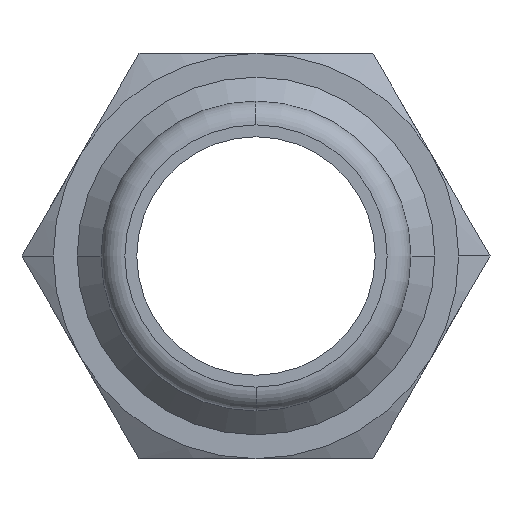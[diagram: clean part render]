
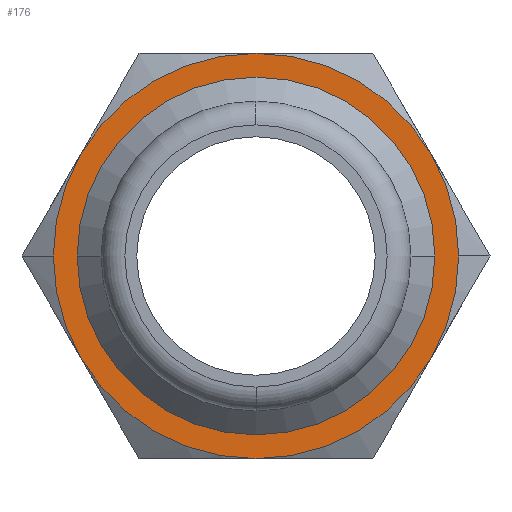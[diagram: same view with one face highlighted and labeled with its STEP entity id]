
A CAD part, front view. The second image highlights one B-rep face of the part: STEP entity #176.
In plain terms, the highlighted planar face has unit normal (0, -1, 0).
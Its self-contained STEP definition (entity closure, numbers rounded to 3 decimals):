
#176=ADVANCED_FACE('',(#355,#356),#357,.T.);
#355=FACE_OUTER_BOUND('',#530,.T.);
#356=FACE_BOUND('',#531,.T.);
#357=PLANE('',#532);
#530=EDGE_LOOP('',(#950,#951,#952,#953,#954,#955,#956,#957));
#531=EDGE_LOOP('',(#958,#959));
#532=AXIS2_PLACEMENT_3D('',#960,#961,#962);
#950=ORIENTED_EDGE('',*,*,#1154,.F.);
#951=ORIENTED_EDGE('',*,*,#1050,.F.);
#952=ORIENTED_EDGE('',*,*,#1009,.F.);
#953=ORIENTED_EDGE('',*,*,#1155,.F.);
#954=ORIENTED_EDGE('',*,*,#995,.F.);
#955=ORIENTED_EDGE('',*,*,#1135,.F.);
#956=ORIENTED_EDGE('',*,*,#1098,.F.);
#957=ORIENTED_EDGE('',*,*,#1142,.F.);
#958=ORIENTED_EDGE('',*,*,#1065,.F.);
#959=ORIENTED_EDGE('',*,*,#1156,.F.);
#960=CARTESIAN_POINT('',(4.25,21.5,0.0));
#961=DIRECTION('',(-0.0,-1.0,-0.0));
#962=DIRECTION('',(-1.0,0.0,0.0));
#995=EDGE_CURVE('',#1165,#1163,#1167,.T.);
#1009=EDGE_CURVE('',#1178,#1190,#1191,.T.);
#1050=EDGE_CURVE('',#1190,#1256,#1257,.T.);
#1065=EDGE_CURVE('',#1281,#1277,#1283,.T.);
#1098=EDGE_CURVE('',#1291,#1195,#1325,.T.);
#1135=EDGE_CURVE('',#1195,#1165,#1370,.T.);
#1142=EDGE_CURVE('',#1376,#1291,#1378,.T.);
#1154=EDGE_CURVE('',#1256,#1376,#1390,.T.);
#1155=EDGE_CURVE('',#1163,#1178,#1391,.T.);
#1156=EDGE_CURVE('',#1277,#1281,#1392,.T.);
#1163=VERTEX_POINT('',#1399);
#1165=VERTEX_POINT('',#1402);
#1167=CIRCLE('',#1415,8.5);
#1178=VERTEX_POINT('',#1428);
#1190=VERTEX_POINT('',#1486);
#1191=CIRCLE('',#1487,8.5);
#1195=VERTEX_POINT('',#1502);
#1256=VERTEX_POINT('',#1656);
#1257=CIRCLE('',#1657,8.5);
#1277=VERTEX_POINT('',#1702);
#1281=VERTEX_POINT('',#1707);
#1283=CIRCLE('',#1710,7.5);
#1291=VERTEX_POINT('',#1740);
#1325=CIRCLE('',#1832,8.5);
#1370=CIRCLE('',#1890,8.5);
#1376=VERTEX_POINT('',#1907);
#1378=CIRCLE('',#1910,8.5);
#1390=CIRCLE('',#1924,8.5);
#1391=CIRCLE('',#1925,8.5);
#1392=CIRCLE('',#1926,7.5);
#1399=CARTESIAN_POINT('',(-8.5,21.5,0.));
#1402=CARTESIAN_POINT('',(-7.361,21.5,-4.25));
#1415=AXIS2_PLACEMENT_3D('',#1932,#1933,#1934);
#1428=CARTESIAN_POINT('',(-7.361,21.5,4.25));
#1486=CARTESIAN_POINT('',(0.,21.5,8.5));
#1487=AXIS2_PLACEMENT_3D('',#1945,#1946,#1947);
#1502=CARTESIAN_POINT('',(0.0,21.5,-8.5));
#1656=CARTESIAN_POINT('',(7.361,21.5,4.25));
#1657=AXIS2_PLACEMENT_3D('',#2004,#2005,#2006);
#1702=CARTESIAN_POINT('',(7.5,21.5,0.));
#1707=CARTESIAN_POINT('',(-7.5,21.5,0.));
#1710=AXIS2_PLACEMENT_3D('',#2024,#2025,#2026);
#1740=CARTESIAN_POINT('',(7.361,21.5,-4.25));
#1832=AXIS2_PLACEMENT_3D('',#2069,#2070,#2071);
#1890=AXIS2_PLACEMENT_3D('',#2115,#2116,#2117);
#1907=CARTESIAN_POINT('',(8.5,21.5,0.));
#1910=AXIS2_PLACEMENT_3D('',#2122,#2123,#2124);
#1924=AXIS2_PLACEMENT_3D('',#2127,#2128,#2129);
#1925=AXIS2_PLACEMENT_3D('',#2130,#2131,#2132);
#1926=AXIS2_PLACEMENT_3D('',#2133,#2134,#2135);
#1932=CARTESIAN_POINT('',(0.0,21.5,0.0));
#1933=DIRECTION('',(-0.0,1.0,0.0));
#1934=DIRECTION('',(1.0,0.0,0.0));
#1945=CARTESIAN_POINT('',(0.0,21.5,0.0));
#1946=DIRECTION('',(-0.0,1.0,0.0));
#1947=DIRECTION('',(1.0,0.0,0.0));
#2004=CARTESIAN_POINT('',(0.0,21.5,0.0));
#2005=DIRECTION('',(-0.0,1.0,0.0));
#2006=DIRECTION('',(1.0,0.0,0.0));
#2024=CARTESIAN_POINT('',(0.0,21.5,0.0));
#2025=DIRECTION('',(0.0,-1.0,0.0));
#2026=DIRECTION('',(1.0,0.0,0.0));
#2069=CARTESIAN_POINT('',(0.0,21.5,0.0));
#2070=DIRECTION('',(-0.0,1.0,0.0));
#2071=DIRECTION('',(1.0,0.0,0.0));
#2115=CARTESIAN_POINT('',(0.0,21.5,0.0));
#2116=DIRECTION('',(-0.0,1.0,0.0));
#2117=DIRECTION('',(1.0,0.0,0.0));
#2122=CARTESIAN_POINT('',(0.0,21.5,0.0));
#2123=DIRECTION('',(-0.0,1.0,0.0));
#2124=DIRECTION('',(1.0,0.0,0.0));
#2127=CARTESIAN_POINT('',(0.0,21.5,0.0));
#2128=DIRECTION('',(-0.0,1.0,0.0));
#2129=DIRECTION('',(1.0,0.0,0.0));
#2130=CARTESIAN_POINT('',(0.0,21.5,0.0));
#2131=DIRECTION('',(-0.0,1.0,0.0));
#2132=DIRECTION('',(1.0,0.0,0.0));
#2133=CARTESIAN_POINT('',(0.0,21.5,0.0));
#2134=DIRECTION('',(0.0,-1.0,0.0));
#2135=DIRECTION('',(1.0,0.0,0.0));
